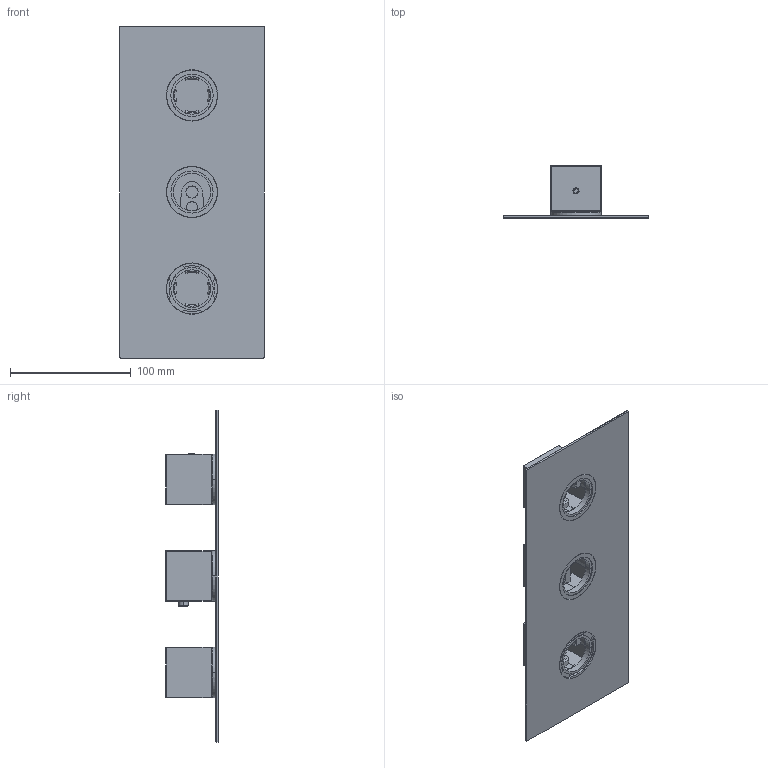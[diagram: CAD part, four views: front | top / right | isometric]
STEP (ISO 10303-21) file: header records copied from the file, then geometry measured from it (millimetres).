
FILE_DESCRIPTION (( 'STEP AP214' ), '1' );
FILE_NAME ('KT021 - KT022.STEP', '2019-06-10T12:59:42', ( '' ), ( '' ), 'SwSTEP 2.0', 'SolidWorks 2019', '' );
FILE_SCHEMA (( 'AUTOMOTIVE_DESIGN' ));
Length unit declared in the file: millimetre
Products named in the file (1): KT021 - KT022
Bounding box: 120 x 43.3 x 275 mm (x, y, z)
Volume: 126348.5 mm3; surface area: 123260.7 mm2
Topology: 12 solids, 12 shells, 417 faces, 1086 edges, 667 vertices
Faces by surface type: cylinder 188, plane 169, sphere 28, torus 16, cone 16
Entity records: 18223 total; most frequent: CARTESIAN_POINT 3173, DIRECTION 2255, ORIENTED_EDGE 2104, EDGE_CURVE 1052, AXIS2_PLACEMENT_3D 839, VERTEX_POINT 667, LINE 577, VECTOR 577
